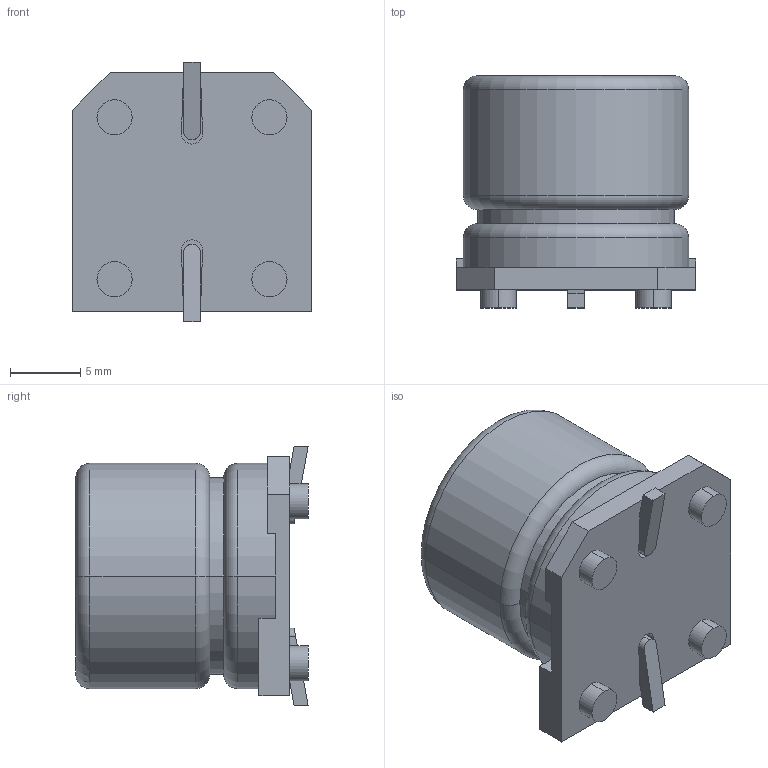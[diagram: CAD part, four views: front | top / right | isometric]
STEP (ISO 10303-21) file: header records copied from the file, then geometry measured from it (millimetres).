
FILE_DESCRIPTION (( 'STEP AP214' ), '1' );
FILE_NAME ('SMD-CAP-ALU-J16.STEP', '2018-12-19T10:45:42', ( '' ), ( '' ), 'SwSTEP 2.0', 'SolidWorks 2018', '' );
FILE_SCHEMA (( 'AUTOMOTIVE_DESIGN' ));
Length unit declared in the file: millimetre
Products named in the file (4): SMD-CAP-ALU-J16; Foot; CAN; P
Assembly tree (4 placements, depth 2):
  SMD-CAP-ALU-J16
    Foot
    P  x2
    CAN
Bounding box: 17 x 16.5 x 18.4 mm (x, y, z)
Volume: 3152.7 mm3; surface area: 1944.9 mm2
Topology: 4 solids, 4 shells, 105 faces, 255 edges, 166 vertices
Faces by surface type: plane 52, cylinder 25, bspline 22, torus 6
Entity records: 4141 total; most frequent: CARTESIAN_POINT 1735, ORIENTED_EDGE 480, DIRECTION 409, EDGE_CURVE 240, VERTEX_POINT 156, LINE 141, VECTOR 141, AXIS2_PLACEMENT_3D 134
